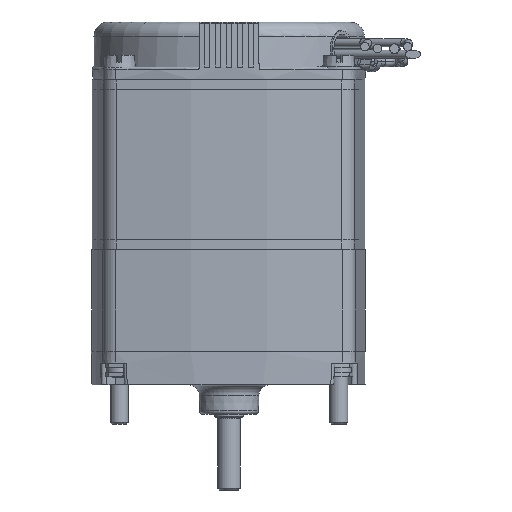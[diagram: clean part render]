
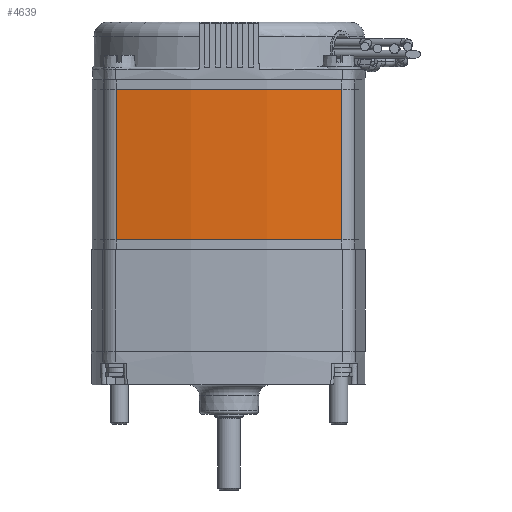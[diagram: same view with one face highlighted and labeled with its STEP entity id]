
A CAD part, front view. The second image highlights one B-rep face of the part: STEP entity #4639.
In plain terms, the highlighted cylindrical face has radius 122.885 mm (diameter 245.77 mm), a partial arc.
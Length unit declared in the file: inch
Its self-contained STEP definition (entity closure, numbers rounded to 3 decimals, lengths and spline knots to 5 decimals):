
#656 = VERTEX_POINT ( 'NONE', #3126 ) ;
#1064 = CYLINDRICAL_SURFACE ( 'NONE', #21059, 4.838 ) ;
#1197 = DIRECTION ( 'NONE',  ( -1., 0., 0. ) ) ;
#1749 = DIRECTION ( 'NONE',  ( 0., 0., -1. ) ) ;
#2176 = AXIS2_PLACEMENT_3D ( 'NONE', #12845, #2625, #14521 ) ;
#2625 = DIRECTION ( 'NONE',  ( 0., 0., -1. ) ) ;
#2849 = CARTESIAN_POINT ( 'NONE',  ( -0.97826, -1.08706, 2.2661 ) ) ;
#3126 = CARTESIAN_POINT ( 'NONE',  ( -0.97826, -1.08706, 0.9659 ) ) ;
#3478 = EDGE_CURVE ( 'NONE', #4998, #18647, #17667, .T. ) ;
#4403 = VECTOR ( 'NONE', #10190, 39.37008 ) ;
#4639 = ADVANCED_FACE ( 'NONE', ( #6758 ), #1064, .T. ) ;
#4751 = AXIS2_PLACEMENT_3D ( 'NONE', #9672, #21591, #11372 ) ;
#4998 = VERTEX_POINT ( 'NONE', #19227 ) ;
#5059 = CARTESIAN_POINT ( 'NONE',  ( 0.97826, -1.08706, 0.9659 ) ) ;
#5175 = LINE ( 'NONE', #17057, #5740 ) ;
#5740 = VECTOR ( 'NONE', #1749, 39.37008 ) ;
#5928 = EDGE_CURVE ( 'NONE', #18459, #656, #19119, .T. ) ;
#6495 = ORIENTED_EDGE ( 'NONE', *, *, #5928, .F. ) ;
#6758 = FACE_OUTER_BOUND ( 'NONE', #11823, .T. ) ;
#6837 = CARTESIAN_POINT ( 'NONE',  ( 0.97826, -1.08706, 2.352 ) ) ;
#8982 = ORIENTED_EDGE ( 'NONE', *, *, #19310, .F. ) ;
#9672 = CARTESIAN_POINT ( 'NONE',  ( 0., 3.651, 0.9659 ) ) ;
#10190 = DIRECTION ( 'NONE',  ( 0., 0., -1. ) ) ;
#11372 = DIRECTION ( 'NONE',  ( 0., 1., 0. ) ) ;
#11823 = EDGE_LOOP ( 'NONE', ( #6495, #8982, #13573, #18211 ) ) ;
#12682 = LINE ( 'NONE', #6837, #4403 ) ;
#12845 = CARTESIAN_POINT ( 'NONE',  ( 0., 3.651, 2.2661 ) ) ;
#13573 = ORIENTED_EDGE ( 'NONE', *, *, #3478, .T. ) ;
#14521 = DIRECTION ( 'NONE',  ( 0., 1., 0. ) ) ;
#17057 = CARTESIAN_POINT ( 'NONE',  ( -0.97826, -1.08706, 2.352 ) ) ;
#17667 = CIRCLE ( 'NONE', #2176, 4.838 ) ;
#18130 = CARTESIAN_POINT ( 'NONE',  ( 0., 3.651, 2.352 ) ) ;
#18211 = ORIENTED_EDGE ( 'NONE', *, *, #18880, .T. ) ;
#18459 = VERTEX_POINT ( 'NONE', #5059 ) ;
#18647 = VERTEX_POINT ( 'NONE', #2849 ) ;
#18880 = EDGE_CURVE ( 'NONE', #18647, #656, #5175, .T. ) ;
#19119 = CIRCLE ( 'NONE', #4751, 4.838 ) ;
#19227 = CARTESIAN_POINT ( 'NONE',  ( 0.97826, -1.08706, 2.2661 ) ) ;
#19310 = EDGE_CURVE ( 'NONE', #4998, #18459, #12682, .T. ) ;
#21059 = AXIS2_PLACEMENT_3D ( 'NONE', #18130, #21578, #1197 ) ;
#21578 = DIRECTION ( 'NONE',  ( 0., 0., -1. ) ) ;
#21591 = DIRECTION ( 'NONE',  ( 0., 0., -1. ) ) ;
